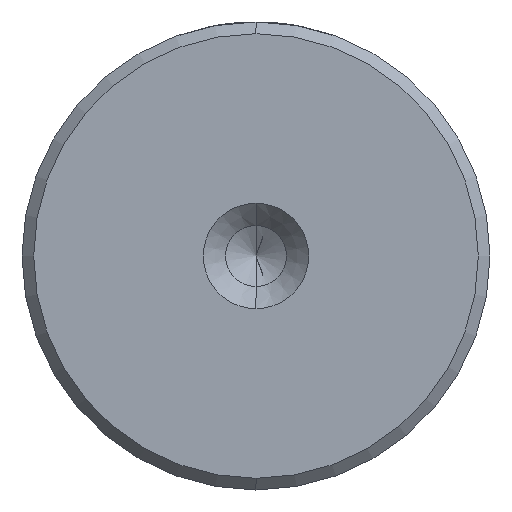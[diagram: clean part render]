
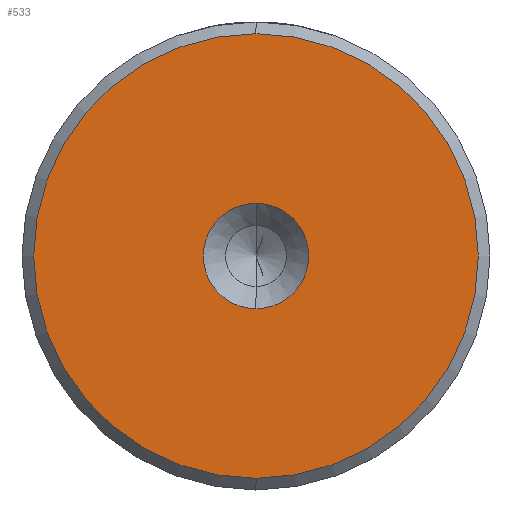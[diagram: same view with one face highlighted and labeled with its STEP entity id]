
A CAD part, left-side view. The second image highlights one B-rep face of the part: STEP entity #533.
In plain terms, the highlighted planar face has unit normal (-1, 0, 0).
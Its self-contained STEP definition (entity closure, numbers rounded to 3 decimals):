
#69 = CIRCLE ( 'NONE', #553, 2.25 ) ;
#105 = DIRECTION ( 'NONE',  ( 0., 0., 1. ) ) ;
#112 = CARTESIAN_POINT ( 'NONE',  ( 0., 0., 0. ) ) ;
#129 = FACE_BOUND ( 'NONE', #1289, .T. ) ;
#157 = VERTEX_POINT ( 'NONE', #1076 ) ;
#304 = DIRECTION ( 'NONE',  ( 0., 0., 1. ) ) ;
#353 = CARTESIAN_POINT ( 'NONE',  ( 0., 0., -2.25 ) ) ;
#415 = DIRECTION ( 'NONE',  ( 0., 0., 1. ) ) ;
#475 = ORIENTED_EDGE ( 'NONE', *, *, #1302, .F. ) ;
#481 = EDGE_CURVE ( 'NONE', #1602, #542, #2030, .T. ) ;
#488 = AXIS2_PLACEMENT_3D ( 'NONE', #598, #587, #415 ) ;
#533 = ADVANCED_FACE ( 'NONE', ( #1128, #129 ), #1637, .T. ) ;
#542 = VERTEX_POINT ( 'NONE', #1650 ) ;
#553 = AXIS2_PLACEMENT_3D ( 'NONE', #2186, #1171, #105 ) ;
#587 = DIRECTION ( 'NONE',  ( -1., 0., 0. ) ) ;
#598 = CARTESIAN_POINT ( 'NONE',  ( 0., 0., 0. ) ) ;
#741 = CIRCLE ( 'NONE', #1417, 9.5 ) ;
#922 = DIRECTION ( 'NONE',  ( -1., 0., 0. ) ) ;
#957 = EDGE_CURVE ( 'NONE', #1078, #157, #1911, .T. ) ;
#962 = AXIS2_PLACEMENT_3D ( 'NONE', #1790, #1977, #1632 ) ;
#1076 = CARTESIAN_POINT ( 'NONE',  ( 0., 0., 2.25 ) ) ;
#1078 = VERTEX_POINT ( 'NONE', #353 ) ;
#1128 = FACE_OUTER_BOUND ( 'NONE', #1339, .T. ) ;
#1168 = EDGE_CURVE ( 'NONE', #542, #1602, #741, .T. ) ;
#1171 = DIRECTION ( 'NONE',  ( -1., 0., 0. ) ) ;
#1289 = EDGE_LOOP ( 'NONE', ( #475, #2256 ) ) ;
#1302 = EDGE_CURVE ( 'NONE', #157, #1078, #69, .T. ) ;
#1315 = AXIS2_PLACEMENT_3D ( 'NONE', #112, #1356, #304 ) ;
#1339 = EDGE_LOOP ( 'NONE', ( #1726, #1966 ) ) ;
#1356 = DIRECTION ( 'NONE',  ( -1., 0., 0. ) ) ;
#1417 = AXIS2_PLACEMENT_3D ( 'NONE', #1935, #922, #2110 ) ;
#1602 = VERTEX_POINT ( 'NONE', #1720 ) ;
#1632 = DIRECTION ( 'NONE',  ( 0., 0., 1. ) ) ;
#1637 = PLANE ( 'NONE',  #962 ) ;
#1650 = CARTESIAN_POINT ( 'NONE',  ( 0., 0., 9.5 ) ) ;
#1720 = CARTESIAN_POINT ( 'NONE',  ( 0., 0., -9.5 ) ) ;
#1726 = ORIENTED_EDGE ( 'NONE', *, *, #481, .T. ) ;
#1790 = CARTESIAN_POINT ( 'NONE',  ( 0., 0., 0. ) ) ;
#1911 = CIRCLE ( 'NONE', #1315, 2.25 ) ;
#1935 = CARTESIAN_POINT ( 'NONE',  ( 0., 0., 0. ) ) ;
#1966 = ORIENTED_EDGE ( 'NONE', *, *, #1168, .T. ) ;
#1977 = DIRECTION ( 'NONE',  ( -1., 0., 0. ) ) ;
#2030 = CIRCLE ( 'NONE', #488, 9.5 ) ;
#2110 = DIRECTION ( 'NONE',  ( 0., 0., 1. ) ) ;
#2186 = CARTESIAN_POINT ( 'NONE',  ( 0., 0., 0. ) ) ;
#2256 = ORIENTED_EDGE ( 'NONE', *, *, #957, .F. ) ;
